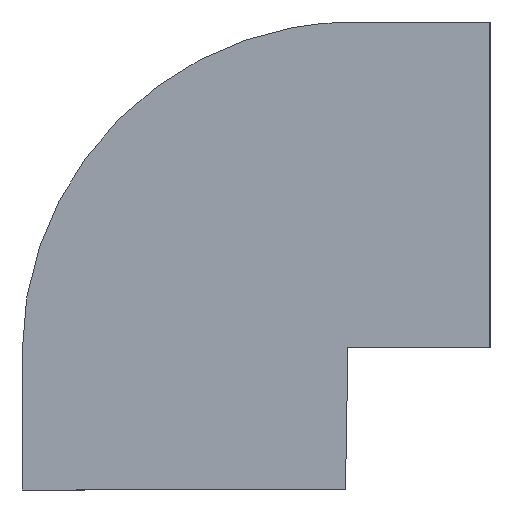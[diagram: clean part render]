
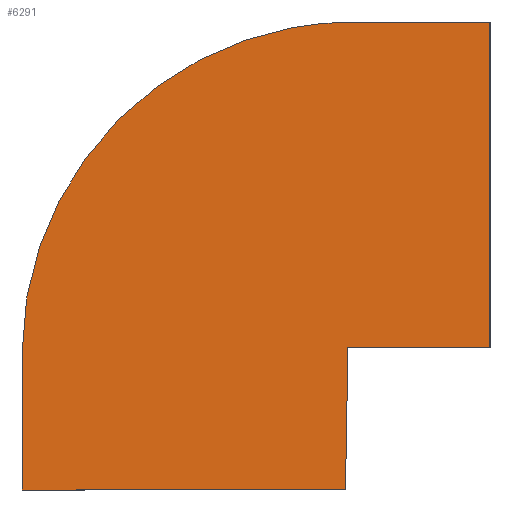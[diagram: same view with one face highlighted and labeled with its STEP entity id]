
A CAD part, left-side view. The second image highlights one B-rep face of the part: STEP entity #6291.
In plain terms, the highlighted planar face has unit normal (-1, 0, 0.018).
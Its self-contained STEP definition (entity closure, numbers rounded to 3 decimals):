
#43 = CARTESIAN_POINT ( 'NONE',  ( -32.196, 0., -41.3 ) ) ;
#135 = ORIENTED_EDGE ( 'NONE', *, *, #9889, .F. ) ;
#139 = VERTEX_POINT ( 'NONE', #1257 ) ;
#200 = CARTESIAN_POINT ( 'NONE',  ( -32.189, 59.3, -40.889 ) ) ;
#478 = VERTEX_POINT ( 'NONE', #2551 ) ;
#584 = ORIENTED_EDGE ( 'NONE', *, *, #6042, .F. ) ;
#808 = ORIENTED_EDGE ( 'NONE', *, *, #859, .F. ) ;
#859 = EDGE_CURVE ( 'NONE', #5785, #478, #7498, .T. ) ;
#949 = CARTESIAN_POINT ( 'NONE',  ( -32.196, 18., -41.3 ) ) ;
#978 = EDGE_CURVE ( 'NONE', #478, #7663, #8936, .T. ) ;
#1244 = CARTESIAN_POINT ( 'NONE',  ( -32.177, 17.981, -40.189 ) ) ;
#1253 = DIRECTION ( 'NONE',  ( -1., 0., 0.017 ) ) ;
#1257 = CARTESIAN_POINT ( 'NONE',  ( -31.475, 0., 0. ) ) ;
#1300 = CARTESIAN_POINT ( 'NONE',  ( -32.196, 18., -41.3 ) ) ;
#1513 = EDGE_LOOP ( 'NONE', ( #7264, #584, #7429, #808, #3130, #135, #8949 ) ) ;
#1970 = LINE ( 'NONE', #2167, #6342 ) ;
#2046 = CARTESIAN_POINT ( 'NONE',  ( -31.475, 0., 0. ) ) ;
#2123 = DIRECTION ( 'NONE',  ( -0.017, 0., -1. ) ) ;
#2150 = EDGE_CURVE ( 'NONE', #139, #6567, #1970, .T. ) ;
#2167 = CARTESIAN_POINT ( 'NONE',  ( -31.456, 0., 1.098 ) ) ;
#2515 = VECTOR ( 'NONE', #3339, 1000. ) ;
#2551 = CARTESIAN_POINT ( 'NONE',  ( -32.51, 59.3, -59.3 ) ) ;
#2785 = AXIS2_PLACEMENT_3D ( 'NONE', #2046, #1253, #6999 ) ;
#3130 = ORIENTED_EDGE ( 'NONE', *, *, #5840, .F. ) ;
#3339 = DIRECTION ( 'NONE',  ( 0., 1., 0. ) ) ;
#3540 = VERTEX_POINT ( 'NONE', #7593 ) ;
#3732 = CARTESIAN_POINT ( 'NONE',  ( -31.475, 0., 0. ) ) ;
#3841 = LINE ( 'NONE', #1244, #8204 ) ;
#4232 = CARTESIAN_POINT ( 'NONE',  ( -32.208, 59.3, -42. ) ) ;
#4240 =( BOUNDED_CURVE ( )  B_SPLINE_CURVE ( 3, ( #4232, #9174, #10037, #5053 ),
 .UNSPECIFIED., .F., .T. ) 
 B_SPLINE_CURVE_WITH_KNOTS ( ( 4, 4 ),
 ( 1.571, 3.142 ),
 .UNSPECIFIED. ) 
 CURVE ( )  GEOMETRIC_REPRESENTATION_ITEM ( )  RATIONAL_B_SPLINE_CURVE ( ( 1., 0.805, 0.805, 1. ) ) 
 REPRESENTATION_ITEM ( '' )  );
#4441 = LINE ( 'NONE', #949, #2515 ) ;
#4523 = CARTESIAN_POINT ( 'NONE',  ( -32.208, 59.3, -42. ) ) ;
#4552 = DIRECTION ( 'NONE',  ( 0., -1., 0. ) ) ;
#5053 = CARTESIAN_POINT ( 'NONE',  ( -31.475, 17.3, 0. ) ) ;
#5117 = DIRECTION ( 'NONE',  ( 0.017, 0., 1. ) ) ;
#5231 = LINE ( 'NONE', #3732, #9381 ) ;
#5331 = VERTEX_POINT ( 'NONE', #1300 ) ;
#5576 = VECTOR ( 'NONE', #9880, 1000. ) ;
#5785 = VERTEX_POINT ( 'NONE', #9418 ) ;
#5840 = EDGE_CURVE ( 'NONE', #5331, #5785, #3841, .T. ) ;
#6042 = EDGE_CURVE ( 'NONE', #7663, #3540, #4240, .T. ) ;
#6165 = PLANE ( 'NONE',  #2785 ) ;
#6291 = ADVANCED_FACE ( 'NONE', ( #7689 ), #6165, .T. ) ;
#6305 = EDGE_CURVE ( 'NONE', #3540, #139, #5231, .T. ) ;
#6342 = VECTOR ( 'NONE', #2123, 1000. ) ;
#6566 = CARTESIAN_POINT ( 'NONE',  ( -32.51, 18., -59.3 ) ) ;
#6567 = VERTEX_POINT ( 'NONE', #43 ) ;
#6741 = VECTOR ( 'NONE', #5117, 1000. ) ;
#6991 = DIRECTION ( 'NONE',  ( -0.017, 0.017, -1. ) ) ;
#6999 = DIRECTION ( 'NONE',  ( 0.017, 0., 1. ) ) ;
#7264 = ORIENTED_EDGE ( 'NONE', *, *, #6305, .F. ) ;
#7429 = ORIENTED_EDGE ( 'NONE', *, *, #978, .F. ) ;
#7498 = LINE ( 'NONE', #6566, #5576 ) ;
#7593 = CARTESIAN_POINT ( 'NONE',  ( -31.475, 17.3, 0. ) ) ;
#7663 = VERTEX_POINT ( 'NONE', #4523 ) ;
#7689 = FACE_OUTER_BOUND ( 'NONE', #1513, .T. ) ;
#8204 = VECTOR ( 'NONE', #6991, 1000. ) ;
#8936 = LINE ( 'NONE', #200, #6741 ) ;
#8949 = ORIENTED_EDGE ( 'NONE', *, *, #2150, .F. ) ;
#9174 = CARTESIAN_POINT ( 'NONE',  ( -31.779, 59.3, -17.397 ) ) ;
#9381 = VECTOR ( 'NONE', #4552, 1000. ) ;
#9418 = CARTESIAN_POINT ( 'NONE',  ( -32.51, 18.314, -59.3 ) ) ;
#9880 = DIRECTION ( 'NONE',  ( 0., 1., 0. ) ) ;
#9889 = EDGE_CURVE ( 'NONE', #6567, #5331, #4441, .T. ) ;
#10037 = CARTESIAN_POINT ( 'NONE',  ( -31.475, 41.903, 0. ) ) ;
